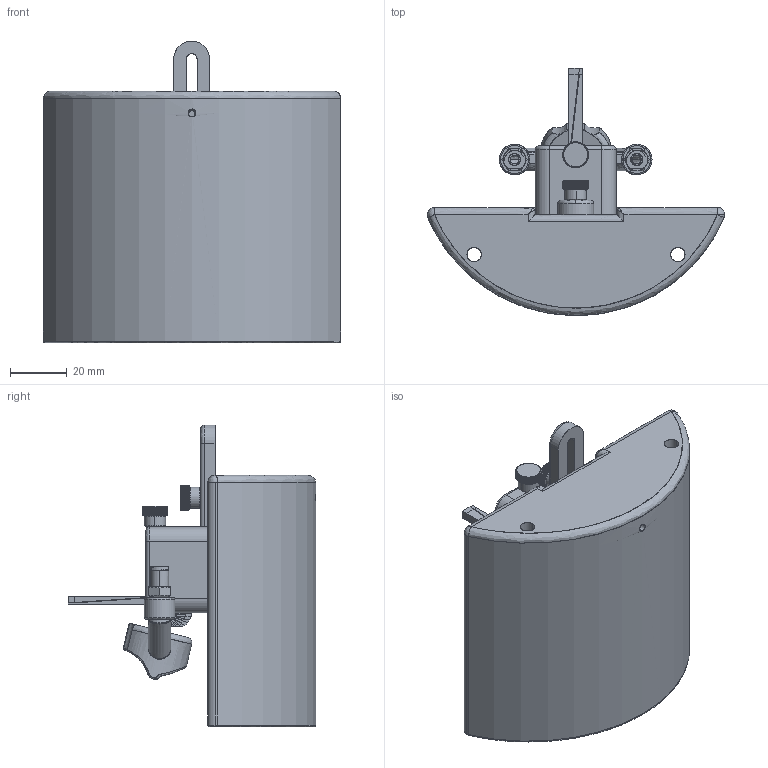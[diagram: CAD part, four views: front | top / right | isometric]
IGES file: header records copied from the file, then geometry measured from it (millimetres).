
Start section: SolidWorks IGES file using analytic representation for surfaces
Global section: file name: Awake_marmoset_anesthesia_attachment.IGS; native system: SolidWorks 2016; preprocessor: SolidWorks 2016; author: RF LAB; date: 190103.101859; units: inch
Bounding box: 105.07 x 87.38 x 106.6 mm (x, y, z)
Surface area: 60317.9 mm2 (no closed solid volume)
Topology: 0 solids, 0 shells, 1463 faces, 14519 edges, 14472 vertices
Faces by surface type: bspline 780, revolution 683
